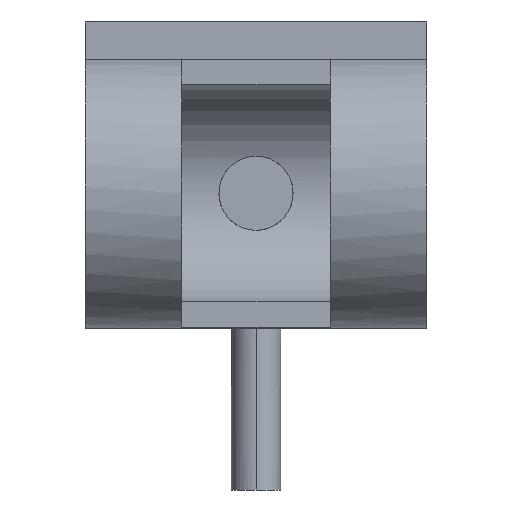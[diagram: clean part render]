
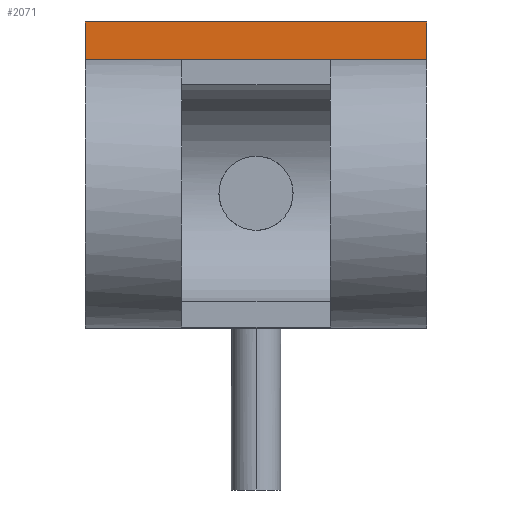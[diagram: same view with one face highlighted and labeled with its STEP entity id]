
A CAD part, front view. The second image highlights one B-rep face of the part: STEP entity #2071.
In plain terms, the highlighted planar face has unit normal (0, -1, 0).
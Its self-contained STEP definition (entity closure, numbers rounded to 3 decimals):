
#24 = EDGE_CURVE ( 'NONE', #611, #2125, #2190, .T. ) ;
#153 = CARTESIAN_POINT ( 'NONE',  ( 69., -9., 69.259 ) ) ;
#184 = CARTESIAN_POINT ( 'NONE',  ( -69., -9., 69.259 ) ) ;
#235 = EDGE_LOOP ( 'NONE', ( #1227, #1221, #1214, #1189 ) ) ;
#271 = LINE ( 'NONE', #1092, #2145 ) ;
#276 = CARTESIAN_POINT ( 'NONE',  ( 69., -9., 69.259 ) ) ;
#384 = LINE ( 'NONE', #1192, #2394 ) ;
#454 = VECTOR ( 'NONE', #1346, 1000. ) ;
#495 = EDGE_CURVE ( 'NONE', #1976, #611, #384, .T. ) ;
#587 = CARTESIAN_POINT ( 'NONE',  ( -69., -9., 69.259 ) ) ;
#611 = VERTEX_POINT ( 'NONE', #184 ) ;
#903 = CARTESIAN_POINT ( 'NONE',  ( -69., -9., 54.259 ) ) ;
#960 = LINE ( 'NONE', #1664, #1646 ) ;
#981 = CARTESIAN_POINT ( 'NONE',  ( 69., -9., 54.259 ) ) ;
#1001 = DIRECTION ( 'NONE',  ( 0., 1., 0. ) ) ;
#1092 = CARTESIAN_POINT ( 'NONE',  ( 69., -9., 69.259 ) ) ;
#1107 = EDGE_CURVE ( 'NONE', #1976, #2404, #271, .T. ) ;
#1189 = ORIENTED_EDGE ( 'NONE', *, *, #495, .T. ) ;
#1192 = CARTESIAN_POINT ( 'NONE',  ( 69., -9., 69.259 ) ) ;
#1195 = FACE_OUTER_BOUND ( 'NONE', #235, .T. ) ;
#1214 = ORIENTED_EDGE ( 'NONE', *, *, #1107, .F. ) ;
#1221 = ORIENTED_EDGE ( 'NONE', *, *, #2040, .F. ) ;
#1227 = ORIENTED_EDGE ( 'NONE', *, *, #24, .T. ) ;
#1346 = DIRECTION ( 'NONE',  ( 0., 0., -1. ) ) ;
#1646 = VECTOR ( 'NONE', #2345, 1000. ) ;
#1664 = CARTESIAN_POINT ( 'NONE',  ( 69., -9., 54.259 ) ) ;
#1702 = DIRECTION ( 'NONE',  ( 0., 0., 1. ) ) ;
#1781 = DIRECTION ( 'NONE',  ( 0., 0., -1. ) ) ;
#1865 = DIRECTION ( 'NONE',  ( -1., 0., 0. ) ) ;
#1866 = PLANE ( 'NONE',  #1933 ) ;
#1933 = AXIS2_PLACEMENT_3D ( 'NONE', #153, #1001, #1702 ) ;
#1976 = VERTEX_POINT ( 'NONE', #276 ) ;
#2040 = EDGE_CURVE ( 'NONE', #2404, #2125, #960, .T. ) ;
#2071 = ADVANCED_FACE ( 'NONE', ( #1195 ), #1866, .F. ) ;
#2125 = VERTEX_POINT ( 'NONE', #903 ) ;
#2145 = VECTOR ( 'NONE', #1781, 1000. ) ;
#2190 = LINE ( 'NONE', #587, #454 ) ;
#2345 = DIRECTION ( 'NONE',  ( -1., 0., 0. ) ) ;
#2394 = VECTOR ( 'NONE', #1865, 1000. ) ;
#2404 = VERTEX_POINT ( 'NONE', #981 ) ;
